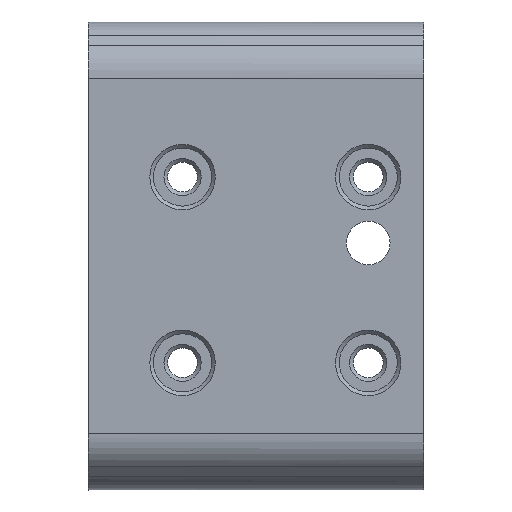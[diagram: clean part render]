
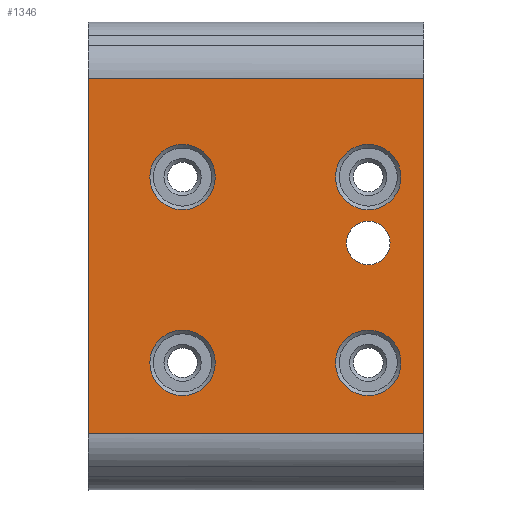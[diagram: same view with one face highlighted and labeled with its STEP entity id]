
A CAD part, front view. The second image highlights one B-rep face of the part: STEP entity #1346.
In plain terms, the highlighted planar face has unit normal (0, -1, 0).
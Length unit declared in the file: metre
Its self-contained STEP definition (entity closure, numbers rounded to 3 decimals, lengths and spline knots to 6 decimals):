
#56=CIRCLE('',#1402,0.00235);
#93=CIRCLE('',#1475,0.003525);
#94=CIRCLE('',#1476,0.003525);
#95=CIRCLE('',#1477,0.003525);
#96=CIRCLE('',#1478,0.003525);
#402=ORIENTED_EDGE('',*,*,#646,.T.);
#403=ORIENTED_EDGE('',*,*,#647,.T.);
#404=ORIENTED_EDGE('',*,*,#648,.T.);
#405=ORIENTED_EDGE('',*,*,#649,.T.);
#406=ORIENTED_EDGE('',*,*,#548,.F.);
#407=ORIENTED_EDGE('',*,*,#635,.F.);
#408=ORIENTED_EDGE('',*,*,#565,.T.);
#409=ORIENTED_EDGE('',*,*,#645,.T.);
#410=ORIENTED_EDGE('',*,*,#559,.T.);
#548=EDGE_CURVE('',#713,#713,#56,.T.);
#559=EDGE_CURVE('',#725,#723,#826,.T.);
#565=EDGE_CURVE('',#728,#730,#829,.T.);
#635=EDGE_CURVE('',#728,#723,#867,.T.);
#645=EDGE_CURVE('',#730,#725,#873,.T.);
#646=EDGE_CURVE('',#777,#777,#93,.F.);
#647=EDGE_CURVE('',#778,#778,#94,.F.);
#648=EDGE_CURVE('',#779,#779,#95,.F.);
#649=EDGE_CURVE('',#780,#780,#96,.F.);
#713=VERTEX_POINT('',#2120);
#723=VERTEX_POINT('',#2179);
#725=VERTEX_POINT('',#2182);
#728=VERTEX_POINT('',#2202);
#730=VERTEX_POINT('',#2209);
#777=VERTEX_POINT('',#2377);
#778=VERTEX_POINT('',#2379);
#779=VERTEX_POINT('',#2381);
#780=VERTEX_POINT('',#2383);
#826=LINE('',#2181,#913);
#829=LINE('',#2210,#916);
#867=LINE('',#2359,#954);
#873=LINE('',#2374,#960);
#913=VECTOR('',#1587,1.);
#916=VECTOR('',#1590,1.);
#954=VECTOR('',#1758,1.);
#960=VECTOR('',#1774,1.);
#1052=EDGE_LOOP('',(#402));
#1053=EDGE_LOOP('',(#403));
#1054=EDGE_LOOP('',(#404));
#1055=EDGE_LOOP('',(#405));
#1056=EDGE_LOOP('',(#406));
#1057=EDGE_LOOP('',(#407,#408,#409,#410));
#1199=FACE_BOUND('',#1052,.T.);
#1200=FACE_BOUND('',#1053,.T.);
#1201=FACE_BOUND('',#1054,.T.);
#1202=FACE_BOUND('',#1055,.T.);
#1203=FACE_BOUND('',#1056,.T.);
#1204=FACE_BOUND('',#1057,.T.);
#1284=PLANE('',#1474);
#1346=ADVANCED_FACE('',(#1199,#1200,#1201,#1202,#1203,#1204),#1284,.T.);
#1402=AXIS2_PLACEMENT_3D('',#2119,#1579,#1580);
#1474=AXIS2_PLACEMENT_3D('',#2375,#1775,#1776);
#1475=AXIS2_PLACEMENT_3D('',#2376,#1777,#1778);
#1476=AXIS2_PLACEMENT_3D('',#2378,#1779,#1780);
#1477=AXIS2_PLACEMENT_3D('',#2380,#1781,#1782);
#1478=AXIS2_PLACEMENT_3D('',#2382,#1783,#1784);
#1579=DIRECTION('',(0.,-1.,0.));
#1580=DIRECTION('',(0.,0.,-1.));
#1587=DIRECTION('',(1.,0.,0.));
#1590=DIRECTION('',(-1.,0.,0.));
#1758=DIRECTION('',(0.,0.,-1.));
#1774=DIRECTION('',(0.,0.,-1.));
#1775=DIRECTION('',(0.,-1.,0.));
#1776=DIRECTION('',(1.,0.,0.));
#1777=DIRECTION('',(0.,-1.,0.));
#1778=DIRECTION('',(0.,0.,-1.));
#1779=DIRECTION('',(0.,-1.,0.));
#1780=DIRECTION('',(0.,0.,-1.));
#1781=DIRECTION('',(0.,-1.,0.));
#1782=DIRECTION('',(0.,0.,-1.));
#1783=DIRECTION('',(0.,-1.,0.));
#1784=DIRECTION('',(0.,0.,-1.));
#2119=CARTESIAN_POINT('',(-0.018505,0.010539,0.158972));
#2120=CARTESIAN_POINT('',(-0.018505,0.010539,0.156622));
#2179=CARTESIAN_POINT('',(-0.012505,0.010539,0.138443));
#2181=CARTESIAN_POINT('',(-0.030595,0.010539,0.138443));
#2182=CARTESIAN_POINT('',(-0.048685,0.010539,0.138443));
#2202=CARTESIAN_POINT('',(-0.012505,0.010539,0.176701));
#2209=CARTESIAN_POINT('',(-0.048685,0.010539,0.176701));
#2210=CARTESIAN_POINT('',(-0.030595,0.010539,0.176701));
#2359=CARTESIAN_POINT('',(-0.012505,0.010539,0.160272));
#2374=CARTESIAN_POINT('',(-0.048685,0.010539,0.160272));
#2375=CARTESIAN_POINT('',(-0.013505,0.010539,0.160272));
#2376=CARTESIAN_POINT('',(-0.018505,0.010539,0.146072));
#2377=CARTESIAN_POINT('',(-0.018505,0.010539,0.142547));
#2378=CARTESIAN_POINT('',(-0.038505,0.010539,0.146072));
#2379=CARTESIAN_POINT('',(-0.038505,0.010539,0.142547));
#2380=CARTESIAN_POINT('',(-0.018505,0.010539,0.166072));
#2381=CARTESIAN_POINT('',(-0.018505,0.010539,0.162547));
#2382=CARTESIAN_POINT('',(-0.038505,0.010539,0.166072));
#2383=CARTESIAN_POINT('',(-0.038505,0.010539,0.162547));
